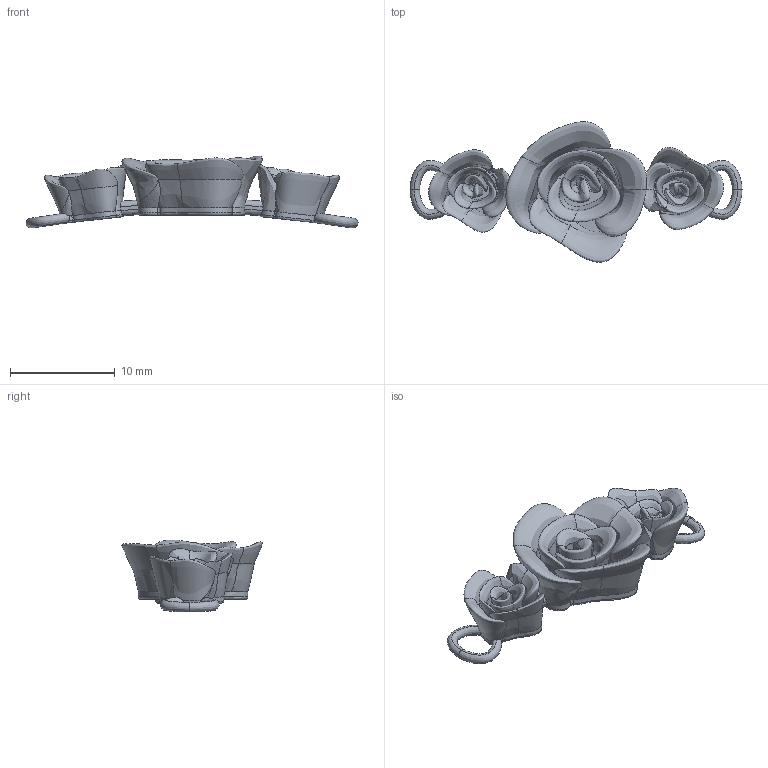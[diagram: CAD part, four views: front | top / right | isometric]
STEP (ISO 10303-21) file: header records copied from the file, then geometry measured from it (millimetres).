
FILE_DESCRIPTION(('FreeCAD Model'),'2;1');
FILE_NAME('Open CASCADE Shape Model','2025-05-04T14:12:46',('FreeCAD'),( 'FreeCAD'),'Open CASCADE STEP processor 7.6','FreeCAD','Unknown');
FILE_SCHEMA(('AUTOMOTIVE_DESIGN { 1 0 10303 214 1 1 1 1 }'));
Products named in the file (1): Open CASCADE STEP translator 7.6 1
Bounding box: 31.67 x 13.4 x 6.87 mm (x, y, z)
Surface area: 1494.8 mm2 (no closed solid volume)
Topology: 0 solids, 1 shells, 184 faces, 666 edges, 386 vertices
Faces by surface type: bspline 184
Entity records: 45098 total; most frequent: CARTESIAN_POINT 41718, ORIENTED_EDGE 1162, EDGE_CURVE 581, B_SPLINE_CURVE_WITH_KNOTS 525, VERTEX_POINT 386, FACE_BOUND 197, EDGE_LOOP 197, ADVANCED_FACE 184
